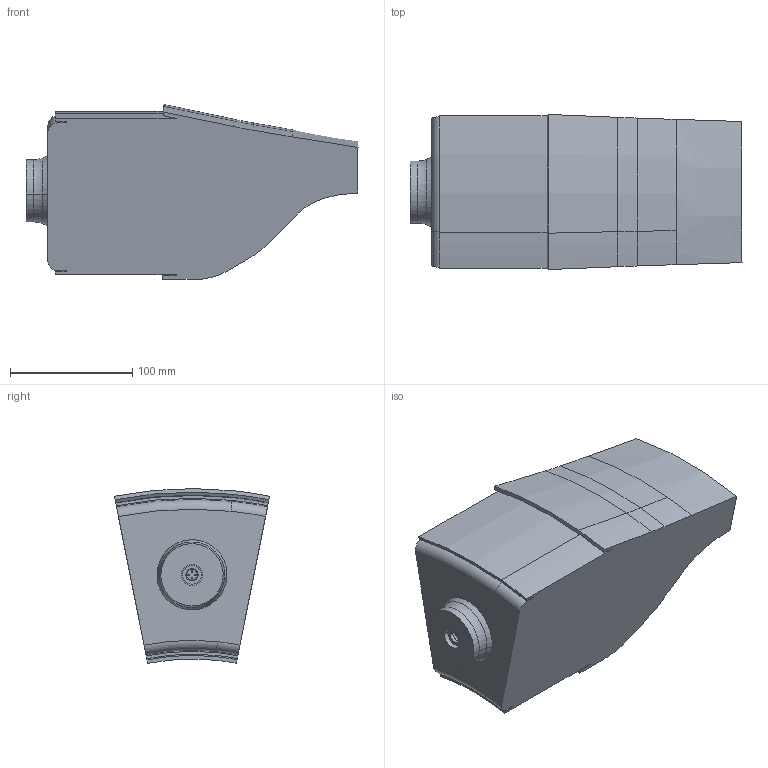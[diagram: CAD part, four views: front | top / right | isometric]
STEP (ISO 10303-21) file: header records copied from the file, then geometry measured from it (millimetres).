
FILE_DESCRIPTION (( 'STEP AP203' ), '1' );
FILE_NAME ('CCmodel.STEP', '2017-11-02T14:07:57', ( '' ), ( '' ), 'SwSTEP 2.0', 'SolidWorks 2017', '' );
FILE_SCHEMA (( 'CONFIG_CONTROL_DESIGN' ));
Length unit declared in the file: millimetre
Products named in the file (1): CCmodel
Bounding box: 272 x 127.06 x 143.22 mm (x, y, z)
Volume: 2768207.4 mm3; surface area: 136934.8 mm2
Topology: 1 solids, 1 shells, 76 faces, 188 edges, 122 vertices
Faces by surface type: cylinder 32, plane 18, cone 14, torus 10, bspline 2
Entity records: 2490 total; most frequent: CARTESIAN_POINT 549, DIRECTION 425, ORIENTED_EDGE 376, EDGE_CURVE 188, AXIS2_PLACEMENT_3D 174, VERTEX_POINT 122, CIRCLE 99, EDGE_LOOP 84
